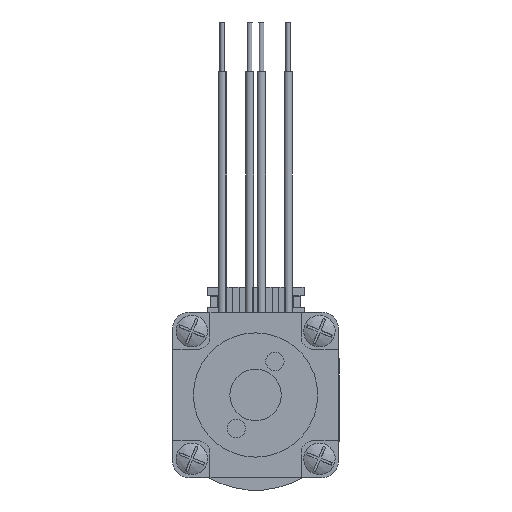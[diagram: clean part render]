
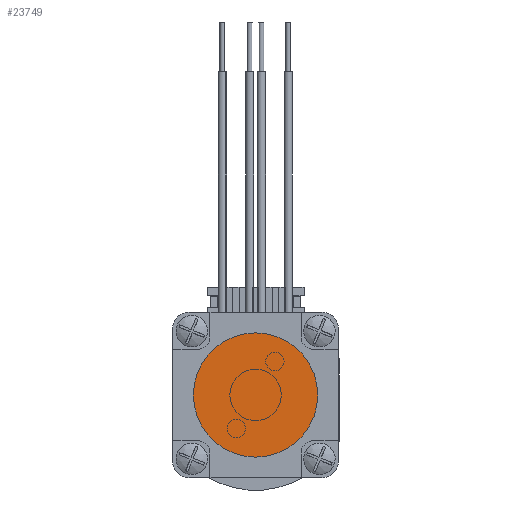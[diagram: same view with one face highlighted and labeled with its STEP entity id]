
A CAD part, left-side view. The second image highlights one B-rep face of the part: STEP entity #23749.
In plain terms, the highlighted face is planar.
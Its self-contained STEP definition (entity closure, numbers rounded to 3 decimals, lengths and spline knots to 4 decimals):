
#2159=FACE_OUTER_BOUND('',#3572,.T.);
#3572=EDGE_LOOP('',(#21534));
#4780=CIRCLE('',#26240,7.5);
#11408=VERTEX_POINT('',#40315);
#14789=EDGE_CURVE('',#11408,#11408,#4780,.T.);
#21534=ORIENTED_EDGE('',*,*,#14789,.T.);
#22320=PLANE('',#26243);
#23749=ADVANCED_FACE('',(#2159),#22320,.T.);
#26240=AXIS2_PLACEMENT_3D('',#40316,#33334,#33335);
#26243=AXIS2_PLACEMENT_3D('',#40320,#33340,#33341);
#33334=DIRECTION('center_axis',(0.,0.,1.));
#33335=DIRECTION('ref_axis',(-1.,0.,0.));
#33340=DIRECTION('center_axis',(0.,0.,1.));
#33341=DIRECTION('ref_axis',(1.,0.,0.));
#40315=CARTESIAN_POINT('',(7.5,0.,0.05));
#40316=CARTESIAN_POINT('Origin',(0.,0.,0.05));
#40320=CARTESIAN_POINT('Origin',(0.,0.,0.05));
